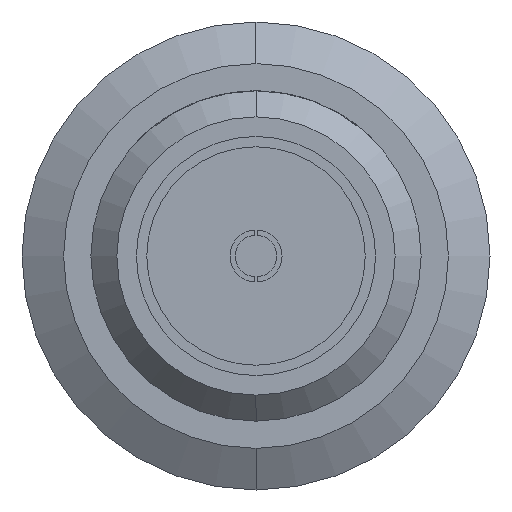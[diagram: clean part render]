
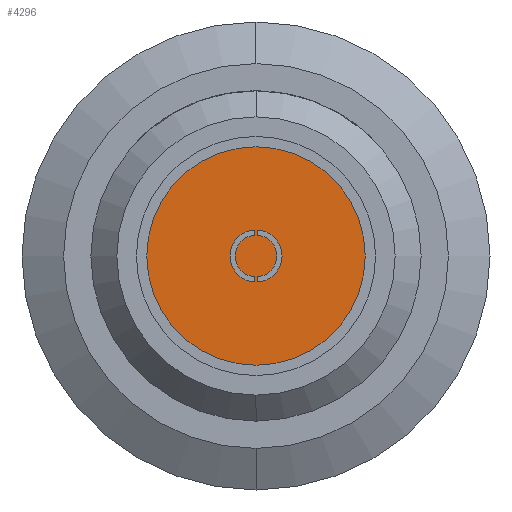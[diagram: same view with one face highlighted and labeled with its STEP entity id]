
A CAD part, front view. The second image highlights one B-rep face of the part: STEP entity #4296.
In plain terms, the highlighted planar face has unit normal (0, -1, 0).
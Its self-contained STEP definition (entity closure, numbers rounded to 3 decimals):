
#125 = CARTESIAN_POINT ( 'NONE',  ( 0., 2., 0. ) ) ;
#176 = CARTESIAN_POINT ( 'NONE',  ( -0.025, 2., -0.5 ) ) ;
#230 = CIRCLE ( 'NONE', #1968, 0.5 ) ;
#242 = EDGE_LOOP ( 'NONE', ( #2362, #5747, #458, #3402 ) ) ;
#270 = CIRCLE ( 'NONE', #1623, 2.1 ) ;
#323 = DIRECTION ( 'NONE',  ( 0., -1., 0. ) ) ;
#376 = DIRECTION ( 'NONE',  ( 0., 0., 1. ) ) ;
#458 = ORIENTED_EDGE ( 'NONE', *, *, #2663, .T. ) ;
#502 = VERTEX_POINT ( 'NONE', #1610 ) ;
#506 = VECTOR ( 'NONE', #376, 1000. ) ;
#619 = CARTESIAN_POINT ( 'NONE',  ( 0.025, 2., -0.399 ) ) ;
#676 = DIRECTION ( 'NONE',  ( 0., -1., 0. ) ) ;
#708 = DIRECTION ( 'NONE',  ( 0., 0., 1. ) ) ;
#866 = CARTESIAN_POINT ( 'NONE',  ( -0.025, 2., -0.499 ) ) ;
#1230 = FACE_OUTER_BOUND ( 'NONE', #6372, .T. ) ;
#1297 = EDGE_CURVE ( 'Defeature ausgef�hrt10_103+Defeature ausgef�hrt10_101+Defeature ausgef�hrt10_101+Defeature ausgef�hrt10_101', #5559, #6186, #3152, .T. ) ;
#1328 = VECTOR ( 'NONE', #1592, 1000. ) ;
#1412 = VERTEX_POINT ( 'NONE', #1483 ) ;
#1483 = CARTESIAN_POINT ( 'NONE',  ( -0.025, 2., -0.399 ) ) ;
#1563 = CARTESIAN_POINT ( 'NONE',  ( 0., 2., 0. ) ) ;
#1592 = DIRECTION ( 'NONE',  ( 0., 0., -1. ) ) ;
#1604 = VERTEX_POINT ( 'NONE', #619 ) ;
#1610 = CARTESIAN_POINT ( 'NONE',  ( 0.025, 2., 0.399 ) ) ;
#1623 = AXIS2_PLACEMENT_3D ( 'NONE', #3796, #5861, #708 ) ;
#1626 = PLANE ( 'NONE',  #2771 ) ;
#1954 = CARTESIAN_POINT ( 'NONE',  ( 0., 2., -2.1 ) ) ;
#1968 = AXIS2_PLACEMENT_3D ( 'NONE', #125, #676, #5762 ) ;
#2049 = VERTEX_POINT ( 'NONE', #3998 ) ;
#2071 = CIRCLE ( 'NONE', #5935, 0.4 ) ;
#2101 = EDGE_CURVE ( 'NONE', #1604, #502, #5709, .T. ) ;
#2111 = DIRECTION ( 'NONE',  ( 0., -1., 0. ) ) ;
#2131 = CARTESIAN_POINT ( 'NONE',  ( 0., 2., 0. ) ) ;
#2238 = ORIENTED_EDGE ( 'NONE', *, *, #3647, .T. ) ;
#2362 = ORIENTED_EDGE ( 'NONE', *, *, #5031, .T. ) ;
#2404 = CARTESIAN_POINT ( 'NONE',  ( 0., 2., 0. ) ) ;
#2481 = ORIENTED_EDGE ( 'NONE', *, *, #4166, .T. ) ;
#2514 = VECTOR ( 'NONE', #5812, 1000. ) ;
#2604 = DIRECTION ( 'NONE',  ( 0., 0., 1. ) ) ;
#2610 = DIRECTION ( 'NONE',  ( 0., -1., 0. ) ) ;
#2663 = EDGE_CURVE ( 'NONE', #1412, #6186, #3296, .T. ) ;
#2757 = DIRECTION ( 'NONE',  ( 0., 0., 1. ) ) ;
#2771 = AXIS2_PLACEMENT_3D ( 'NONE', #1563, #2610, #6601 ) ;
#3072 = AXIS2_PLACEMENT_3D ( 'NONE', #5204, #2111, #4677 ) ;
#3152 = CIRCLE ( 'NONE', #4398, 0.5 ) ;
#3208 = CIRCLE ( 'NONE', #5509, 2.1 ) ;
#3296 = LINE ( 'NONE', #4120, #1328 ) ;
#3400 = LINE ( 'NONE', #5278, #5657 ) ;
#3402 = ORIENTED_EDGE ( 'NONE', *, *, #1297, .F. ) ;
#3420 = DIRECTION ( 'NONE',  ( 0., 0., 1. ) ) ;
#3606 = CARTESIAN_POINT ( 'NONE',  ( 0.025, 2., 0.499 ) ) ;
#3647 = EDGE_CURVE ( 'Defeature ausgef�hrt10_101+Defeature ausgef�hrt10_88+Defeature ausgef�hrt10_88+Defeature ausgef�hrt10_88', #2049, #4800, #3208, .T. ) ;
#3763 = LINE ( 'NONE', #5438, #506 ) ;
#3796 = CARTESIAN_POINT ( 'NONE',  ( 0., 2., 0. ) ) ;
#3835 = DIRECTION ( 'NONE',  ( 0., -1., 0. ) ) ;
#3998 = CARTESIAN_POINT ( 'NONE',  ( 0., 2., 2.1 ) ) ;
#4078 = CARTESIAN_POINT ( 'NONE',  ( -0.025, 2., 0.399 ) ) ;
#4120 = CARTESIAN_POINT ( 'NONE',  ( -0.025, 2., -0.5 ) ) ;
#4166 = EDGE_CURVE ( 'Defeature ausgef�hrt10_101+Defeature ausgef�hrt10_88+Defeature ausgef�hrt10_88+Defeature ausgef�hrt10_88', #4800, #2049, #270, .T. ) ;
#4167 = LINE ( 'NONE', #176, #2514 ) ;
#4186 = ORIENTED_EDGE ( 'NONE', *, *, #6502, .T. ) ;
#4291 = VERTEX_POINT ( 'NONE', #3606 ) ;
#4296 = ADVANCED_FACE ( 'Defeature ausgef�hrt10_101', ( #4409, #1230, #4573 ), #1626, .T. ) ;
#4339 = EDGE_LOOP ( 'NONE', ( #4186, #4372, #5498, #4831 ) ) ;
#4362 = DIRECTION ( 'NONE',  ( 0., 0., 1. ) ) ;
#4372 = ORIENTED_EDGE ( 'NONE', *, *, #6536, .F. ) ;
#4398 = AXIS2_PLACEMENT_3D ( 'NONE', #2404, #323, #3420 ) ;
#4409 = FACE_BOUND ( 'NONE', #4339, .T. ) ;
#4573 = FACE_BOUND ( 'NONE', #242, .T. ) ;
#4677 = DIRECTION ( 'NONE',  ( 0., 0., 1. ) ) ;
#4800 = VERTEX_POINT ( 'NONE', #1954 ) ;
#4831 = ORIENTED_EDGE ( 'NONE', *, *, #2101, .T. ) ;
#5031 = EDGE_CURVE ( 'Defeature ausgef�hrt10_101+Defeature ausgef�hrt10_103+Defeature ausgef�hrt10_103+Defeature ausgef�hrt10_103', #5559, #5952, #4167, .T. ) ;
#5204 = CARTESIAN_POINT ( 'NONE',  ( 0., 2., 0. ) ) ;
#5235 = EDGE_CURVE ( 'NONE', #5654, #1604, #3763, .T. ) ;
#5278 = CARTESIAN_POINT ( 'NONE',  ( 0.025, 2., -0.5 ) ) ;
#5438 = CARTESIAN_POINT ( 'NONE',  ( 0.025, 2., -0.5 ) ) ;
#5498 = ORIENTED_EDGE ( 'NONE', *, *, #5235, .T. ) ;
#5509 = AXIS2_PLACEMENT_3D ( 'NONE', #5953, #3835, #4362 ) ;
#5559 = VERTEX_POINT ( 'NONE', #6230 ) ;
#5654 = VERTEX_POINT ( 'NONE', #5802 ) ;
#5657 = VECTOR ( 'NONE', #2757, 1000. ) ;
#5709 = CIRCLE ( 'NONE', #3072, 0.4 ) ;
#5747 = ORIENTED_EDGE ( 'NONE', *, *, #6413, .T. ) ;
#5762 = DIRECTION ( 'NONE',  ( 0., 0., 1. ) ) ;
#5802 = CARTESIAN_POINT ( 'NONE',  ( 0.025, 2., -0.499 ) ) ;
#5812 = DIRECTION ( 'NONE',  ( 0., 0., -1. ) ) ;
#5861 = DIRECTION ( 'NONE',  ( 0., -1., 0. ) ) ;
#5935 = AXIS2_PLACEMENT_3D ( 'NONE', #2131, #6176, #2604 ) ;
#5952 = VERTEX_POINT ( 'NONE', #4078 ) ;
#5953 = CARTESIAN_POINT ( 'NONE',  ( 0., 2., 0. ) ) ;
#6176 = DIRECTION ( 'NONE',  ( 0., -1., 0. ) ) ;
#6186 = VERTEX_POINT ( 'NONE', #866 ) ;
#6230 = CARTESIAN_POINT ( 'NONE',  ( -0.025, 2., 0.499 ) ) ;
#6372 = EDGE_LOOP ( 'NONE', ( #2238, #2481 ) ) ;
#6413 = EDGE_CURVE ( 'NONE', #5952, #1412, #2071, .T. ) ;
#6502 = EDGE_CURVE ( 'Defeature ausgef�hrt10_101+Defeature ausgef�hrt10_102+Defeature ausgef�hrt10_102+Defeature ausgef�hrt10_102', #502, #4291, #3400, .T. ) ;
#6536 = EDGE_CURVE ( 'Defeature ausgef�hrt10_102+Defeature ausgef�hrt10_101+Defeature ausgef�hrt10_101+Defeature ausgef�hrt10_101', #5654, #4291, #230, .T. ) ;
#6601 = DIRECTION ( 'NONE',  ( 0., 0., 1. ) ) ;
